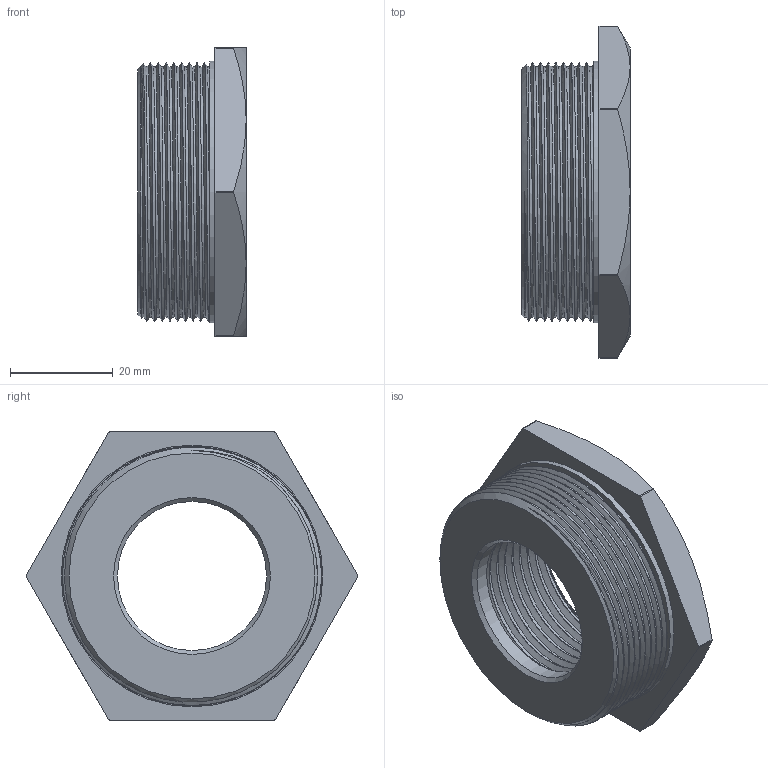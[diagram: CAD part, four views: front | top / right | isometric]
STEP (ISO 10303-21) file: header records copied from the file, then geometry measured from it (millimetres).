
FILE_DESCRIPTION(/* description */ ('Adapter Metall Ex M 50x1,5 / NPT 1"'),/* implementation_level */ '2;1');
FILE_NAME(/* name */ 'RX745264-RST.stp',/* time_stamp */ '2023-05-16T08:12:47+02:00',/* author */ ('sl'),/* organization */ (''),/* preprocessor_version */ 'ST-DEVELOPER v16.5',/* originating_system */ 'Autodesk Inventor 2017',/* authorisation */ '');
FILE_SCHEMA (('AUTOMOTIVE_DESIGN { 1 0 10303 214 3 1 1 }'));
Length unit declared in the file: millimetre
Products named in the file (1): RX745264
Bounding box: 21.06 x 64.55 x 56 mm (x, y, z)
Volume: 29367.4 mm3; surface area: 11815.1 mm2
Topology: 1 solids, 1 shells, 37 faces, 89 edges, 57 vertices
Faces by surface type: plane 11, cone 10, cylinder 10, bspline 6
Full cylindrical faces by diameter (mm): 28.99 x1, 50.9 x1
Entity records: 5232 total; most frequent: CARTESIAN_POINT 4421, ORIENTED_EDGE 164, DIRECTION 148, EDGE_CURVE 82, AXIS2_PLACEMENT_3D 65, VERTEX_POINT 55, EDGE_LOOP 47, FACE_OUTER_BOUND 37
